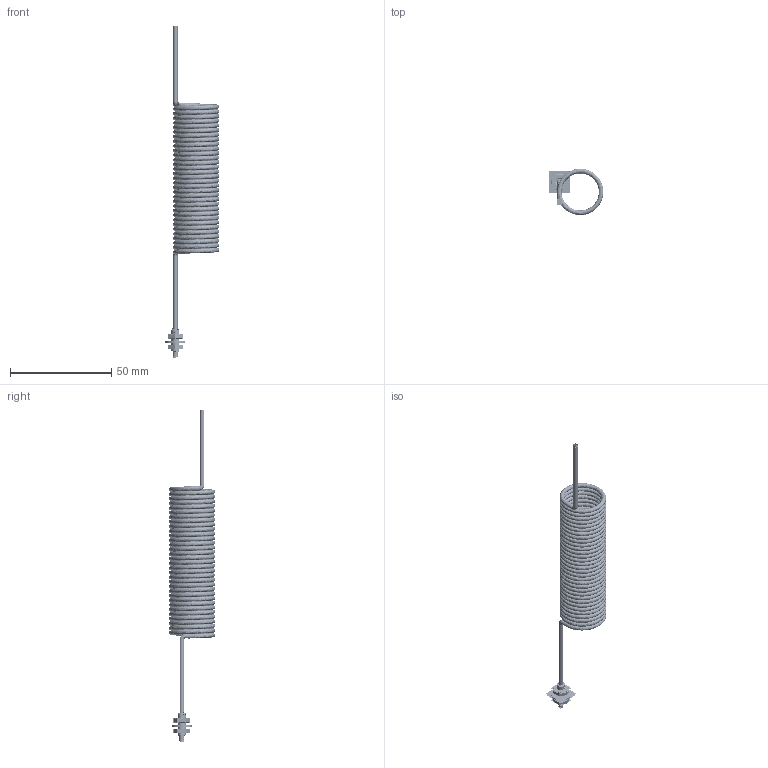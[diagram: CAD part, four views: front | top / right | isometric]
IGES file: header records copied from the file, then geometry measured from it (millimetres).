
Start section:  PTC IGES file: 166384.igs
Global section: file name: 166384.igs; native system: Creo Parametric by Parametric Technology Corporation; preprocessor: 2013230; author: pdmadmin; organization: Unknown; date: 20160105.124602; units: millimetre
Bounding box: 27.02 x 22.86 x 164.35 mm (x, y, z)
Volume: 6865.8 mm3; surface area: 97962.6 mm2
Topology: 6 solids, 6 shells, 608 faces, 3106 edges, 3968 vertices
Faces by surface type: revolution 416, bspline 192
